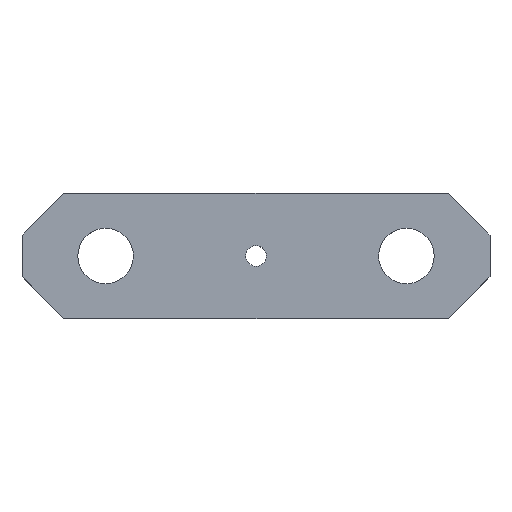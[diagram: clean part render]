
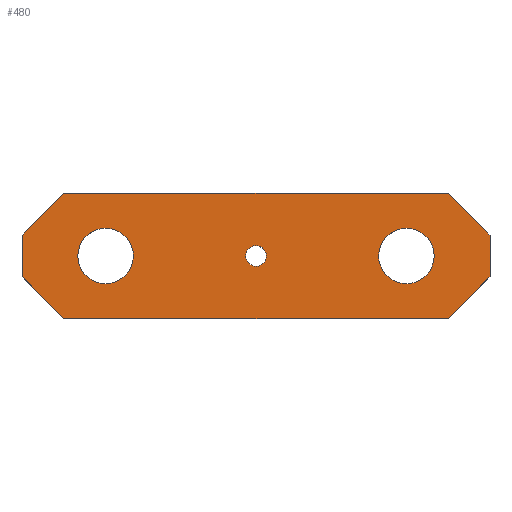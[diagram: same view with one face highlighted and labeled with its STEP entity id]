
A CAD part, top view. The second image highlights one B-rep face of the part: STEP entity #480.
In plain terms, the highlighted planar face has unit normal (0, 0, 1).
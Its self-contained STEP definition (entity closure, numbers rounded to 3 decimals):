
#62=CARTESIAN_POINT('Vertex',(-1.079,0.589,10.)) ;
#76=CARTESIAN_POINT('Vertex',(1.079,-0.589,10.)) ;
#79=CARTESIAN_POINT('Axis2P3D Location',(0.,0.,10.)) ;
#96=CARTESIAN_POINT('Axis2P3D Location',(0.,0.,10.)) ;
#117=CARTESIAN_POINT('Vertex',(-20.917,-1.593,10.)) ;
#122=CARTESIAN_POINT('Axis2P3D Location',(-18.,0.,10.)) ;
#126=CARTESIAN_POINT('Vertex',(-15.083,1.593,10.)) ;
#148=CARTESIAN_POINT('Axis2P3D Location',(-18.,0.,10.)) ;
#174=CARTESIAN_POINT('Vertex',(20.917,1.593,10.)) ;
#179=CARTESIAN_POINT('Axis2P3D Location',(18.,0.,10.)) ;
#183=CARTESIAN_POINT('Vertex',(15.083,-1.593,10.)) ;
#205=CARTESIAN_POINT('Axis2P3D Location',(18.,0.,10.)) ;
#227=CARTESIAN_POINT('Line Origine',(25.5,-5.,10.)) ;
#231=CARTESIAN_POINT('Vertex',(28.,-2.5,10.)) ;
#233=CARTESIAN_POINT('Vertex',(23.,-7.5,10.)) ;
#273=CARTESIAN_POINT('Vertex',(28.,2.5,10.)) ;
#276=CARTESIAN_POINT('Line Origine',(28.,0.,10.)) ;
#309=CARTESIAN_POINT('Vertex',(23.,7.5,10.)) ;
#312=CARTESIAN_POINT('Line Origine',(25.5,5.,10.)) ;
#335=CARTESIAN_POINT('Vertex',(-23.,7.5,10.)) ;
#338=CARTESIAN_POINT('Line Origine',(0.,7.5,10.)) ;
#360=CARTESIAN_POINT('Line Origine',(-25.5,5.,10.)) ;
#364=CARTESIAN_POINT('Vertex',(-28.,2.5,10.)) ;
#397=CARTESIAN_POINT('Vertex',(-23.,-7.5,10.)) ;
#405=CARTESIAN_POINT('Line Origine',(0.,-7.5,10.)) ;
#428=CARTESIAN_POINT('Vertex',(-28.,-2.5,10.)) ;
#431=CARTESIAN_POINT('Line Origine',(-28.,0.,10.)) ;
#448=CARTESIAN_POINT('Axis2P3D Location',(0.,0.,10.)) ;
#453=CARTESIAN_POINT('Line Origine',(-25.5,-5.,10.)) ;
#80=DIRECTION('Axis2P3D Direction',(0.,-0.,-1.)) ;
#97=DIRECTION('Axis2P3D Direction',(0.,-0.,-1.)) ;
#123=DIRECTION('Axis2P3D Direction',(0.,0.,1.)) ;
#149=DIRECTION('Axis2P3D Direction',(0.,0.,1.)) ;
#180=DIRECTION('Axis2P3D Direction',(0.,-0.,1.)) ;
#206=DIRECTION('Axis2P3D Direction',(0.,-0.,1.)) ;
#228=DIRECTION('Vector Direction',(-0.707,-0.707,0.)) ;
#277=DIRECTION('Vector Direction',(0.,-1.,0.)) ;
#313=DIRECTION('Vector Direction',(-0.707,0.707,0.)) ;
#339=DIRECTION('Vector Direction',(1.,0.,0.)) ;
#361=DIRECTION('Vector Direction',(0.707,0.707,0.)) ;
#406=DIRECTION('Vector Direction',(-1.,0.,0.)) ;
#432=DIRECTION('Vector Direction',(0.,1.,0.)) ;
#449=DIRECTION('Axis2P3D Direction',(0.,0.,1.)) ;
#450=DIRECTION('Axis2P3D XDirection',(1.,0.,0.)) ;
#454=DIRECTION('Vector Direction',(0.707,-0.707,0.)) ;
#81=AXIS2_PLACEMENT_3D('Circle Axis2P3D',#79,#80,$) ;
#98=AXIS2_PLACEMENT_3D('Circle Axis2P3D',#96,#97,$) ;
#124=AXIS2_PLACEMENT_3D('Circle Axis2P3D',#122,#123,$) ;
#150=AXIS2_PLACEMENT_3D('Circle Axis2P3D',#148,#149,$) ;
#181=AXIS2_PLACEMENT_3D('Circle Axis2P3D',#179,#180,$) ;
#207=AXIS2_PLACEMENT_3D('Circle Axis2P3D',#205,#206,$) ;
#451=AXIS2_PLACEMENT_3D('Plane Axis2P3D',#448,#449,#450) ;
#459=ORIENTED_EDGE('',*,*,#409,.T.) ;
#460=ORIENTED_EDGE('',*,*,#235,.F.) ;
#461=ORIENTED_EDGE('',*,*,#280,.T.) ;
#462=ORIENTED_EDGE('',*,*,#316,.F.) ;
#463=ORIENTED_EDGE('',*,*,#342,.T.) ;
#464=ORIENTED_EDGE('',*,*,#366,.F.) ;
#465=ORIENTED_EDGE('',*,*,#435,.T.) ;
#466=ORIENTED_EDGE('',*,*,#457,.F.) ;
#469=ORIENTED_EDGE('',*,*,#100,.F.) ;
#470=ORIENTED_EDGE('',*,*,#83,.F.) ;
#473=ORIENTED_EDGE('',*,*,#209,.F.) ;
#474=ORIENTED_EDGE('',*,*,#185,.F.) ;
#477=ORIENTED_EDGE('',*,*,#152,.F.) ;
#478=ORIENTED_EDGE('',*,*,#128,.F.) ;
#471=FACE_BOUND('',#468,.T.) ;
#475=FACE_BOUND('',#472,.T.) ;
#479=FACE_BOUND('',#476,.T.) ;
#229=VECTOR('Line Direction',#228,1.) ;
#278=VECTOR('Line Direction',#277,1.) ;
#314=VECTOR('Line Direction',#313,1.) ;
#340=VECTOR('Line Direction',#339,1.) ;
#362=VECTOR('Line Direction',#361,1.) ;
#407=VECTOR('Line Direction',#406,1.) ;
#433=VECTOR('Line Direction',#432,1.) ;
#455=VECTOR('Line Direction',#454,1.) ;
#480=ADVANCED_FACE('Corps principal',(#467,#471,#475,#479),#452,.T.) ;
#82=CIRCLE('generated circle',#81,1.23) ;
#99=CIRCLE('generated circle',#98,1.23) ;
#125=CIRCLE('generated circle',#124,3.324) ;
#151=CIRCLE('generated circle',#150,3.324) ;
#182=CIRCLE('generated circle',#181,3.324) ;
#208=CIRCLE('generated circle',#207,3.324) ;
#83=EDGE_CURVE('',#77,#63,#82,.F.) ;
#100=EDGE_CURVE('',#63,#77,#99,.F.) ;
#128=EDGE_CURVE('',#118,#127,#125,.T.) ;
#152=EDGE_CURVE('',#127,#118,#151,.T.) ;
#185=EDGE_CURVE('',#175,#184,#182,.T.) ;
#209=EDGE_CURVE('',#184,#175,#208,.T.) ;
#235=EDGE_CURVE('',#232,#234,#230,.T.) ;
#280=EDGE_CURVE('',#232,#274,#279,.F.) ;
#316=EDGE_CURVE('',#310,#274,#315,.F.) ;
#342=EDGE_CURVE('',#310,#336,#341,.F.) ;
#366=EDGE_CURVE('',#365,#336,#363,.T.) ;
#409=EDGE_CURVE('',#398,#234,#408,.F.) ;
#435=EDGE_CURVE('',#365,#429,#434,.F.) ;
#457=EDGE_CURVE('',#398,#429,#456,.F.) ;
#458=EDGE_LOOP('',(#459,#460,#461,#462,#463,#464,#465,#466)) ;
#468=EDGE_LOOP('',(#469,#470)) ;
#472=EDGE_LOOP('',(#473,#474)) ;
#476=EDGE_LOOP('',(#477,#478)) ;
#467=FACE_OUTER_BOUND('',#458,.T.) ;
#230=LINE('Line',#227,#229) ;
#279=LINE('Line',#276,#278) ;
#315=LINE('Line',#312,#314) ;
#341=LINE('Line',#338,#340) ;
#363=LINE('Line',#360,#362) ;
#408=LINE('Line',#405,#407) ;
#434=LINE('Line',#431,#433) ;
#456=LINE('Line',#453,#455) ;
#452=PLANE('',#451) ;
#63=VERTEX_POINT('',#62) ;
#77=VERTEX_POINT('',#76) ;
#118=VERTEX_POINT('',#117) ;
#127=VERTEX_POINT('',#126) ;
#175=VERTEX_POINT('',#174) ;
#184=VERTEX_POINT('',#183) ;
#232=VERTEX_POINT('',#231) ;
#234=VERTEX_POINT('',#233) ;
#274=VERTEX_POINT('',#273) ;
#310=VERTEX_POINT('',#309) ;
#336=VERTEX_POINT('',#335) ;
#365=VERTEX_POINT('',#364) ;
#398=VERTEX_POINT('',#397) ;
#429=VERTEX_POINT('',#428) ;
